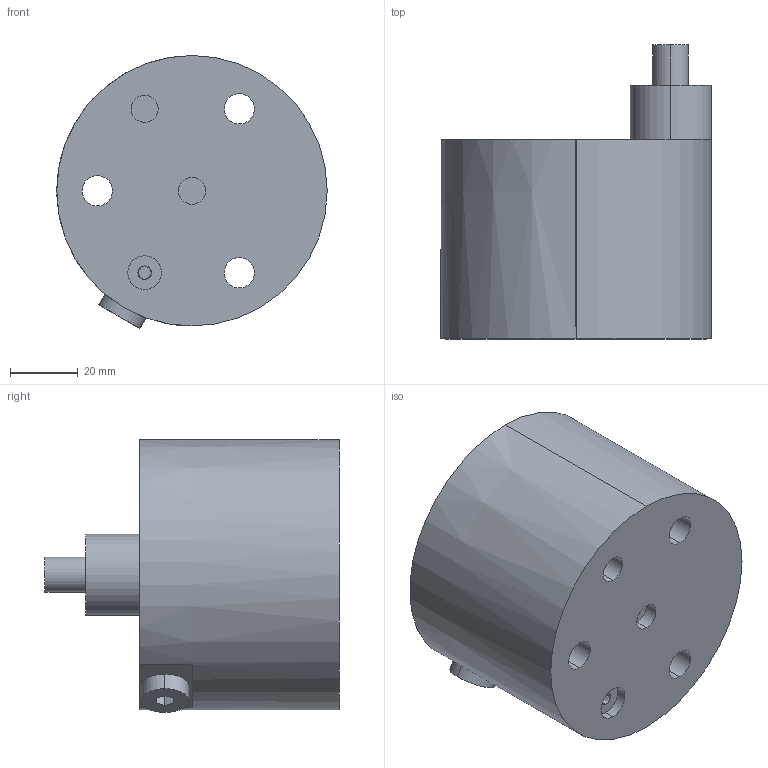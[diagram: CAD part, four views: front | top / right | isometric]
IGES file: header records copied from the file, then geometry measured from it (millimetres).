
Start section:  PTC IGES file: ilcm41572111.igs
Global section: file name: ilcm41572111.igs; native system: Pro/ENGINEER by Parametric Technology Corporation; preprocessor: 2004290; author: KR; organization: Unknown; date: 060614.150612; units: millimetre
Bounding box: 80 x 87 x 80.74 mm (x, y, z)
Surface area: 33198.5 mm2 (no closed solid volume)
Topology: 0 solids, 0 shells, 54 faces, 240 edges, 240 vertices
Faces by surface type: revolution 32, bspline 22
